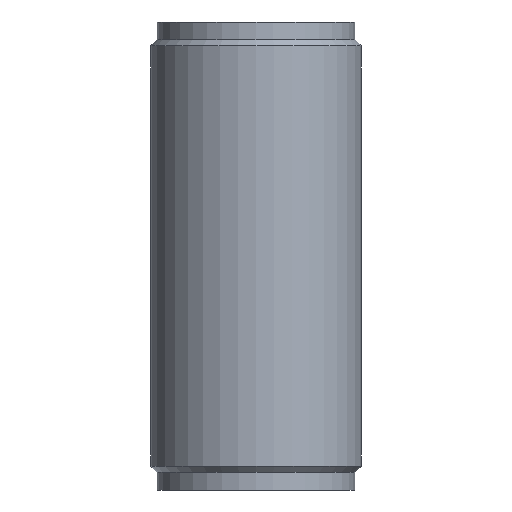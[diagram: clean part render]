
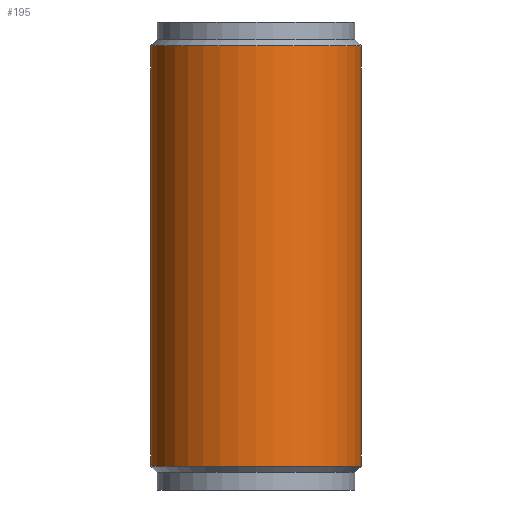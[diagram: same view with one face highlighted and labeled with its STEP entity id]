
A CAD part, left-side view. The second image highlights one B-rep face of the part: STEP entity #195.
In plain terms, the highlighted cylindrical face has radius 419.1 mm (diameter 838.2 mm), a full revolution.
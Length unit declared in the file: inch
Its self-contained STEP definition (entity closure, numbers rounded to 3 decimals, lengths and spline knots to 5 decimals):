
#22=ELLIPSE('',#228,18.95017,16.5);
#23=ELLIPSE('',#229,45.35643,16.5);
#30=CYLINDRICAL_SURFACE('',#226,16.5);
#40=FACE_BOUND('',#76,.T.);
#41=FACE_BOUND('',#77,.T.);
#55=FACE_OUTER_BOUND('',#75,.T.);
#75=EDGE_LOOP('',(#155));
#76=EDGE_LOOP('',(#156,#157));
#77=EDGE_LOOP('',(#158));
#107=CIRCLE('',#227,16.5);
#108=CIRCLE('',#230,16.5);
#119=VERTEX_POINT('',#335);
#120=VERTEX_POINT('',#337);
#121=VERTEX_POINT('',#338);
#122=VERTEX_POINT('',#341);
#135=EDGE_CURVE('',#119,#119,#107,.T.);
#136=EDGE_CURVE('',#120,#121,#22,.T.);
#137=EDGE_CURVE('',#121,#120,#23,.T.);
#138=EDGE_CURVE('',#122,#122,#108,.T.);
#155=ORIENTED_EDGE('',*,*,#135,.F.);
#156=ORIENTED_EDGE('',*,*,#136,.F.);
#157=ORIENTED_EDGE('',*,*,#137,.F.);
#158=ORIENTED_EDGE('',*,*,#138,.F.);
#195=ADVANCED_FACE('',(#55,#40,#41),#30,.T.);
#226=AXIS2_PLACEMENT_3D('',#334,#270,#271);
#227=AXIS2_PLACEMENT_3D('',#336,#272,#273);
#228=AXIS2_PLACEMENT_3D('',#339,#274,#275);
#229=AXIS2_PLACEMENT_3D('',#340,#276,#277);
#230=AXIS2_PLACEMENT_3D('',#342,#278,#279);
#270=DIRECTION('center_axis',(0.,0.,1.));
#271=DIRECTION('ref_axis',(-1.,0.,0.));
#272=DIRECTION('center_axis',(0.,0.,-1.));
#273=DIRECTION('ref_axis',(1.,0.,0.));
#274=DIRECTION('center_axis',(0.492,0.,0.871));
#275=DIRECTION('ref_axis',(0.871,0.,-0.492));
#276=DIRECTION('center_axis',(0.931,0.,-0.364));
#277=DIRECTION('ref_axis',(0.364,0.,0.931));
#278=DIRECTION('center_axis',(0.,0.,1.));
#279=DIRECTION('ref_axis',(-1.,0.,0.));
#334=CARTESIAN_POINT('Origin',(0.,0.,0.));
#335=CARTESIAN_POINT('',(-16.5,0.,-16.23606));
#336=CARTESIAN_POINT('Origin',(0.,0.,-16.23606));
#337=CARTESIAN_POINT('',(0.,-16.5,0.));
#338=CARTESIAN_POINT('',(0.,16.5,0.));
#339=CARTESIAN_POINT('Origin',(0.,0.,0.));
#340=CARTESIAN_POINT('Origin',(0.,0.,0.));
#341=CARTESIAN_POINT('',(16.5,0.,49.70063));
#342=CARTESIAN_POINT('Origin',(0.,0.,49.70063));
